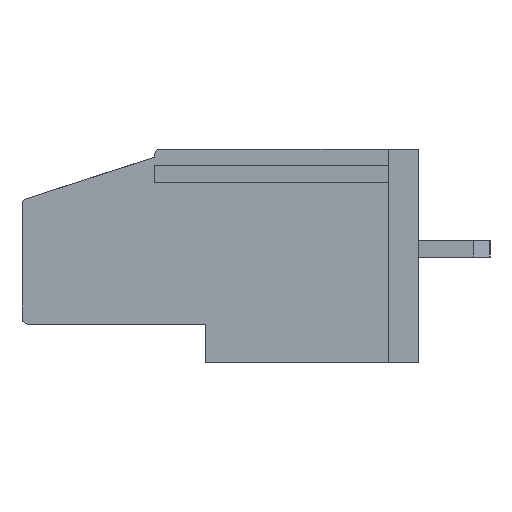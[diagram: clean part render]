
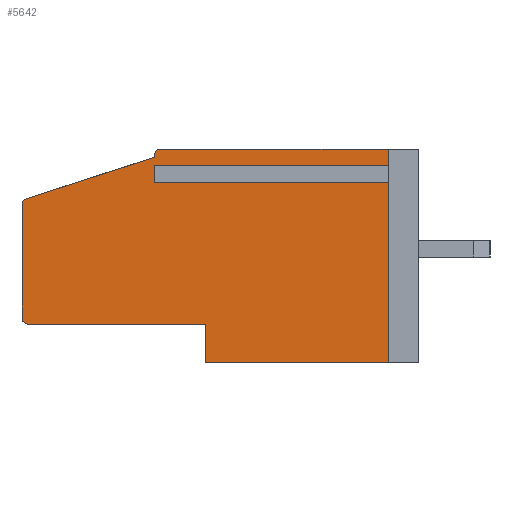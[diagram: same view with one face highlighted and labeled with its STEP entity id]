
A CAD part, left-side view. The second image highlights one B-rep face of the part: STEP entity #5642.
In plain terms, the highlighted planar face has unit normal (-1, 0, 0).
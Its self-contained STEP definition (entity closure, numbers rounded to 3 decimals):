
#25 = PLANE ( 'NONE',  #37821 ) ;
#321 = CARTESIAN_POINT ( 'NONE',  ( 0., 13., 10.1 ) ) ;
#460 = VERTEX_POINT ( 'NONE', #29245 ) ;
#515 = LINE ( 'NONE', #27488, #37733 ) ;
#920 = LINE ( 'NONE', #14297, #39189 ) ;
#1315 = ORIENTED_EDGE ( 'NONE', *, *, #21612, .T. ) ;
#1877 = CARTESIAN_POINT ( 'NONE',  ( 0., 10.5, 1.9 ) ) ;
#3016 = CARTESIAN_POINT ( 'NONE',  ( 0., 13., 9.502 ) ) ;
#3483 = DIRECTION ( 'NONE',  ( 0., 0., 1. ) ) ;
#3575 = ORIENTED_EDGE ( 'NONE', *, *, #22988, .F. ) ;
#3932 = LINE ( 'NONE', #13922, #43483 ) ;
#4423 = VECTOR ( 'NONE', #44124, 1000. ) ;
#4613 = VERTEX_POINT ( 'NONE', #6811 ) ;
#4711 = CARTESIAN_POINT ( 'NONE',  ( 0., 1.5, 9.502 ) ) ;
#4738 = VERTEX_POINT ( 'NONE', #9413 ) ;
#4836 = EDGE_CURVE ( 'NONE', #27192, #40861, #27308, .T. ) ;
#4840 = CARTESIAN_POINT ( 'NONE',  ( 0., 13., 9.098 ) ) ;
#5450 = VERTEX_POINT ( 'NONE', #11146 ) ;
#5642 = ADVANCED_FACE ( 'NONE', ( #20423 ), #25, .F. ) ;
#5774 = CARTESIAN_POINT ( 'NONE',  ( 0., 12.7, 10.5 ) ) ;
#6361 = ORIENTED_EDGE ( 'NONE', *, *, #16381, .T. ) ;
#6811 = CARTESIAN_POINT ( 'NONE',  ( 0., 19.2, 1.9 ) ) ;
#7596 = EDGE_CURVE ( 'NONE', #460, #4738, #21621, .T. ) ;
#7981 = ORIENTED_EDGE ( 'NONE', *, *, #25937, .T. ) ;
#8215 = ORIENTED_EDGE ( 'NONE', *, *, #7596, .F. ) ;
#8647 = ORIENTED_EDGE ( 'NONE', *, *, #4836, .F. ) ;
#9236 = CARTESIAN_POINT ( 'NONE',  ( 0., 19.2, 2.2 ) ) ;
#9367 = ORIENTED_EDGE ( 'NONE', *, *, #18895, .F. ) ;
#9413 = CARTESIAN_POINT ( 'NONE',  ( 0., 1.5, 9.098 ) ) ;
#9692 = DIRECTION ( 'NONE',  ( -1., 0., 0. ) ) ;
#9902 = CARTESIAN_POINT ( 'NONE',  ( 0., 19.5, 1.9 ) ) ;
#10055 = CIRCLE ( 'NONE', #35456, 0.3 ) ;
#11109 = EDGE_CURVE ( 'NONE', #35433, #460, #920, .T. ) ;
#11146 = CARTESIAN_POINT ( 'NONE',  ( 0., 19.292, 8.067 ) ) ;
#11326 = DIRECTION ( 'NONE',  ( 0., 0., -1. ) ) ;
#11332 = EDGE_CURVE ( 'NONE', #13886, #34835, #34052, .T. ) ;
#11616 = VECTOR ( 'NONE', #39912, 1000. ) ;
#13043 = DIRECTION ( 'NONE',  ( -1., 0., 0. ) ) ;
#13134 = CARTESIAN_POINT ( 'NONE',  ( 0., 1.5, 10.5 ) ) ;
#13794 = VECTOR ( 'NONE', #3483, 1000. ) ;
#13886 = VERTEX_POINT ( 'NONE', #35747 ) ;
#13922 = CARTESIAN_POINT ( 'NONE',  ( 0., 19.5, 8. ) ) ;
#13987 = CARTESIAN_POINT ( 'NONE',  ( 0., 1.5, 0. ) ) ;
#14297 = CARTESIAN_POINT ( 'NONE',  ( 0., 13., 9.502 ) ) ;
#14769 = ORIENTED_EDGE ( 'NONE', *, *, #31415, .F. ) ;
#15239 = DIRECTION ( 'NONE',  ( 0., -1., 0. ) ) ;
#15766 = CARTESIAN_POINT ( 'NONE',  ( 0., 13., 9.502 ) ) ;
#16249 = DIRECTION ( 'NONE',  ( 0., 0., -1. ) ) ;
#16381 = EDGE_CURVE ( 'NONE', #5450, #42090, #19237, .T. ) ;
#17576 = DIRECTION ( 'NONE',  ( 0., 1., 0. ) ) ;
#17728 = CARTESIAN_POINT ( 'NONE',  ( 0., 13., 10.1 ) ) ;
#17746 = EDGE_CURVE ( 'NONE', #21269, #38659, #27055, .T. ) ;
#18129 = AXIS2_PLACEMENT_3D ( 'NONE', #29621, #35738, #28922 ) ;
#18895 = EDGE_CURVE ( 'NONE', #21269, #21076, #30646, .T. ) ;
#19237 = CIRCLE ( 'NONE', #24998, 0.3 ) ;
#20080 = LINE ( 'NONE', #30105, #11616 ) ;
#20107 = CARTESIAN_POINT ( 'NONE',  ( 0., 19.2, 7.782 ) ) ;
#20423 = FACE_OUTER_BOUND ( 'NONE', #21838, .T. ) ;
#21076 = VERTEX_POINT ( 'NONE', #1877 ) ;
#21269 = VERTEX_POINT ( 'NONE', #27888 ) ;
#21612 = EDGE_CURVE ( 'NONE', #35433, #34835, #25722, .T. ) ;
#21621 = LINE ( 'NONE', #4840, #38127 ) ;
#21838 = EDGE_LOOP ( 'NONE', ( #3575, #7981, #31922, #9367, #25275, #14769, #8215, #38999, #1315, #28475, #23100, #35292, #8647, #34039, #6361 ) ) ;
#22565 = DIRECTION ( 'NONE',  ( 0., -1., 0. ) ) ;
#22718 = EDGE_CURVE ( 'NONE', #41180, #40861, #37739, .T. ) ;
#22988 = EDGE_CURVE ( 'NONE', #26267, #42090, #515, .T. ) ;
#23040 = DIRECTION ( 'NONE',  ( 0., 0., -1. ) ) ;
#23100 = ORIENTED_EDGE ( 'NONE', *, *, #36289, .F. ) ;
#24368 = LINE ( 'NONE', #9902, #24373 ) ;
#24373 = VECTOR ( 'NONE', #17576, 1000. ) ;
#24480 = EDGE_CURVE ( 'NONE', #21076, #4613, #24368, .T. ) ;
#24998 = AXIS2_PLACEMENT_3D ( 'NONE', #20107, #9692, #16249 ) ;
#25275 = ORIENTED_EDGE ( 'NONE', *, *, #17746, .T. ) ;
#25722 = LINE ( 'NONE', #15766, #30170 ) ;
#25937 = EDGE_CURVE ( 'NONE', #26267, #4613, #10055, .T. ) ;
#26267 = VERTEX_POINT ( 'NONE', #27004 ) ;
#26744 = CARTESIAN_POINT ( 'NONE',  ( 0., 10.5, 1.9 ) ) ;
#26833 = LINE ( 'NONE', #44628, #43087 ) ;
#27004 = CARTESIAN_POINT ( 'NONE',  ( 0., 19.5, 2.2 ) ) ;
#27055 = LINE ( 'NONE', #40286, #40312 ) ;
#27192 = VERTEX_POINT ( 'NONE', #17728 ) ;
#27308 = LINE ( 'NONE', #321, #13794 ) ;
#27488 = CARTESIAN_POINT ( 'NONE',  ( 0., 19.5, 10.5 ) ) ;
#27676 = DIRECTION ( 'NONE',  ( 1., 0., 0. ) ) ;
#27888 = CARTESIAN_POINT ( 'NONE',  ( 0., 10.5, 0. ) ) ;
#28475 = ORIENTED_EDGE ( 'NONE', *, *, #11332, .F. ) ;
#28922 = DIRECTION ( 'NONE',  ( 0., 0., -1. ) ) ;
#29245 = CARTESIAN_POINT ( 'NONE',  ( 0., 13., 9.098 ) ) ;
#29621 = CARTESIAN_POINT ( 'NONE',  ( 0., 12.7, 10.2 ) ) ;
#30105 = CARTESIAN_POINT ( 'NONE',  ( 0., 1.5, 10.5 ) ) ;
#30170 = VECTOR ( 'NONE', #22565, 1000. ) ;
#30301 = DIRECTION ( 'NONE',  ( 0., -1., 0. ) ) ;
#30646 = LINE ( 'NONE', #26744, #34609 ) ;
#31128 = CARTESIAN_POINT ( 'NONE',  ( 0., 19.5, 10.5 ) ) ;
#31415 = EDGE_CURVE ( 'NONE', #4738, #38659, #20080, .T. ) ;
#31660 = DIRECTION ( 'NONE',  ( 0., -0.952, 0.307 ) ) ;
#31922 = ORIENTED_EDGE ( 'NONE', *, *, #24480, .F. ) ;
#34039 = ORIENTED_EDGE ( 'NONE', *, *, #40055, .F. ) ;
#34052 = LINE ( 'NONE', #13134, #4423 ) ;
#34313 = DIRECTION ( 'NONE',  ( 0., 0., -1. ) ) ;
#34609 = VECTOR ( 'NONE', #44775, 1000. ) ;
#34835 = VERTEX_POINT ( 'NONE', #4711 ) ;
#35292 = ORIENTED_EDGE ( 'NONE', *, *, #22718, .T. ) ;
#35433 = VERTEX_POINT ( 'NONE', #3016 ) ;
#35456 = AXIS2_PLACEMENT_3D ( 'NONE', #9236, #13043, #23040 ) ;
#35738 = DIRECTION ( 'NONE',  ( -1., 0., 0. ) ) ;
#35747 = CARTESIAN_POINT ( 'NONE',  ( 0., 1.5, 10.5 ) ) ;
#36289 = EDGE_CURVE ( 'NONE', #41180, #13886, #26833, .T. ) ;
#36878 = DIRECTION ( 'NONE',  ( 0., -1., 0. ) ) ;
#37733 = VECTOR ( 'NONE', #41385, 1000. ) ;
#37739 = CIRCLE ( 'NONE', #18129, 0.3 ) ;
#37821 = AXIS2_PLACEMENT_3D ( 'NONE', #31128, #27676, #34313 ) ;
#38127 = VECTOR ( 'NONE', #15239, 1000. ) ;
#38659 = VERTEX_POINT ( 'NONE', #13987 ) ;
#38999 = ORIENTED_EDGE ( 'NONE', *, *, #11109, .F. ) ;
#39189 = VECTOR ( 'NONE', #11326, 1000. ) ;
#39912 = DIRECTION ( 'NONE',  ( 0., 0., -1. ) ) ;
#40055 = EDGE_CURVE ( 'NONE', #5450, #27192, #3932, .T. ) ;
#40286 = CARTESIAN_POINT ( 'NONE',  ( 0., 19.5, 0. ) ) ;
#40312 = VECTOR ( 'NONE', #36878, 1000. ) ;
#40861 = VERTEX_POINT ( 'NONE', #43633 ) ;
#40926 = CARTESIAN_POINT ( 'NONE',  ( 0., 19.5, 7.782 ) ) ;
#41180 = VERTEX_POINT ( 'NONE', #5774 ) ;
#41385 = DIRECTION ( 'NONE',  ( 0., 0., 1. ) ) ;
#42090 = VERTEX_POINT ( 'NONE', #40926 ) ;
#43087 = VECTOR ( 'NONE', #30301, 1000. ) ;
#43483 = VECTOR ( 'NONE', #31660, 1000. ) ;
#43633 = CARTESIAN_POINT ( 'NONE',  ( 0., 13., 10.2 ) ) ;
#44124 = DIRECTION ( 'NONE',  ( 0., 0., -1. ) ) ;
#44628 = CARTESIAN_POINT ( 'NONE',  ( 0., 19.5, 10.5 ) ) ;
#44775 = DIRECTION ( 'NONE',  ( 0., 0., 1. ) ) ;
